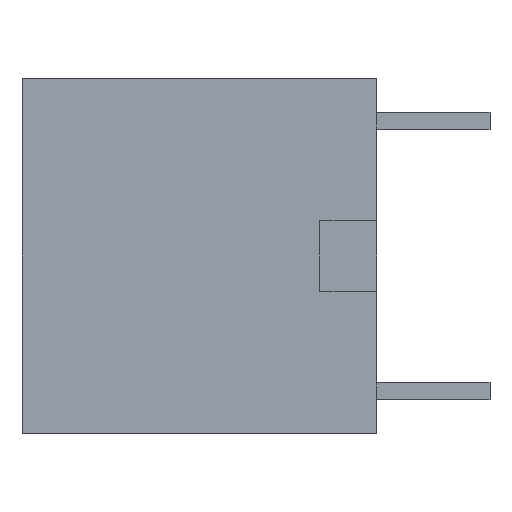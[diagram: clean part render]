
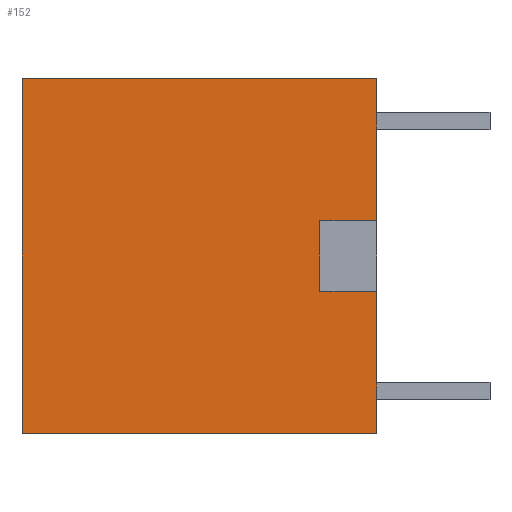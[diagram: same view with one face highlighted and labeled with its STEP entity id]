
A CAD part, left-side view. The second image highlights one B-rep face of the part: STEP entity #152.
In plain terms, the highlighted planar face has unit normal (-1, 0, 0).
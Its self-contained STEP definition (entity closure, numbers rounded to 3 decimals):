
#152=ADVANCED_FACE('',(#305),#306,.F.);
#305=FACE_OUTER_BOUND('',#450,.T.);
#306=PLANE('',#451);
#450=EDGE_LOOP('',(#829,#830,#831,#832,#833,#834,#835,#836));
#451=AXIS2_PLACEMENT_3D('',#837,#838,#839);
#829=ORIENTED_EDGE('',*,*,#983,.T.);
#830=ORIENTED_EDGE('',*,*,#925,.F.);
#831=ORIENTED_EDGE('',*,*,#993,.F.);
#832=ORIENTED_EDGE('',*,*,#998,.T.);
#833=ORIENTED_EDGE('',*,*,#995,.F.);
#834=ORIENTED_EDGE('',*,*,#929,.F.);
#835=ORIENTED_EDGE('',*,*,#980,.T.);
#836=ORIENTED_EDGE('',*,*,#972,.T.);
#837=CARTESIAN_POINT('',(-10.0,5.0,0.0));
#838=DIRECTION('',(1.0,0.0,0.0));
#839=DIRECTION('',(0.0,0.0,-1.0));
#925=EDGE_CURVE('',#1117,#1118,#1119,.T.);
#929=EDGE_CURVE('',#1124,#1126,#1127,.T.);
#972=EDGE_CURVE('',#1188,#1189,#1190,.T.);
#980=EDGE_CURVE('',#1124,#1188,#1200,.T.);
#983=EDGE_CURVE('',#1189,#1118,#1203,.T.);
#993=EDGE_CURVE('',#1214,#1117,#1216,.T.);
#995=EDGE_CURVE('',#1126,#1218,#1219,.T.);
#998=EDGE_CURVE('',#1214,#1218,#1222,.T.);
#1117=VERTEX_POINT('',#1397);
#1118=VERTEX_POINT('',#1398);
#1119=LINE('',#1399,#1400);
#1124=VERTEX_POINT('',#1407);
#1126=VERTEX_POINT('',#1410);
#1127=LINE('',#1411,#1412);
#1188=VERTEX_POINT('',#1502);
#1189=VERTEX_POINT('',#1503);
#1190=LINE('',#1504,#1505);
#1200=LINE('',#1520,#1521);
#1203=LINE('',#1525,#1526);
#1214=VERTEX_POINT('',#1541);
#1216=LINE('',#1544,#1545);
#1218=VERTEX_POINT('',#1547);
#1219=LINE('',#1548,#1549);
#1222=LINE('',#1553,#1554);
#1397=CARTESIAN_POINT('',(-10.0,0.0,5.0));
#1398=CARTESIAN_POINT('',(-10.0,0.0,1.0));
#1399=CARTESIAN_POINT('',(-10.0,0.0,0.0));
#1400=VECTOR('',#1612,1.0);
#1407=CARTESIAN_POINT('',(-10.0,0.0,-1.0));
#1410=CARTESIAN_POINT('',(-10.0,0.0,-5.0));
#1411=CARTESIAN_POINT('',(-10.0,0.0,0.0));
#1412=VECTOR('',#1616,1.0);
#1502=CARTESIAN_POINT('',(-10.0,1.6,-1.0));
#1503=CARTESIAN_POINT('',(-10.0,1.6,1.0));
#1504=CARTESIAN_POINT('',(-10.0,1.6,0.0));
#1505=VECTOR('',#1646,1.0);
#1520=CARTESIAN_POINT('',(-10.0,2.9,-1.0));
#1521=VECTOR('',#1652,1.0);
#1525=CARTESIAN_POINT('',(-10.0,2.9,1.0));
#1526=VECTOR('',#1654,1.0);
#1541=CARTESIAN_POINT('',(-10.0,10.0,5.0));
#1544=CARTESIAN_POINT('',(-10.0,5.0,5.0));
#1545=VECTOR('',#1660,1.0);
#1547=CARTESIAN_POINT('',(-10.0,10.0,-5.0));
#1548=CARTESIAN_POINT('',(-10.0,5.0,-5.0));
#1549=VECTOR('',#1661,1.0);
#1553=CARTESIAN_POINT('',(-10.0,10.0,0.0));
#1554=VECTOR('',#1663,1.0);
#1612=DIRECTION('',(0.0,0.0,-1.0));
#1616=DIRECTION('',(0.0,0.0,-1.0));
#1646=DIRECTION('',(-0.0,0.0,1.0));
#1652=DIRECTION('',(0.0,1.0,0.0));
#1654=DIRECTION('',(0.0,-1.0,0.0));
#1660=DIRECTION('',(0.0,-1.0,0.0));
#1661=DIRECTION('',(0.0,1.0,0.0));
#1663=DIRECTION('',(0.0,0.0,-1.0));
